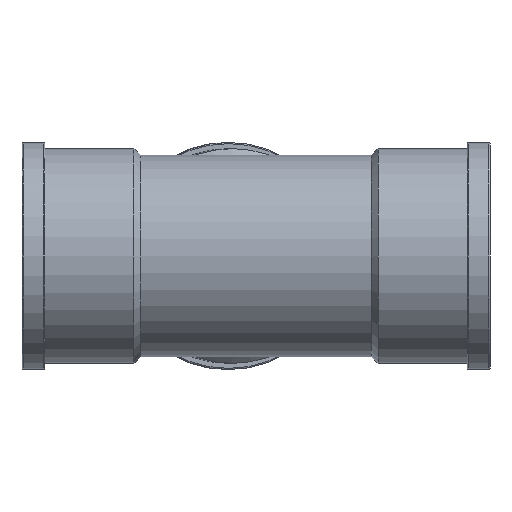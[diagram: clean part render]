
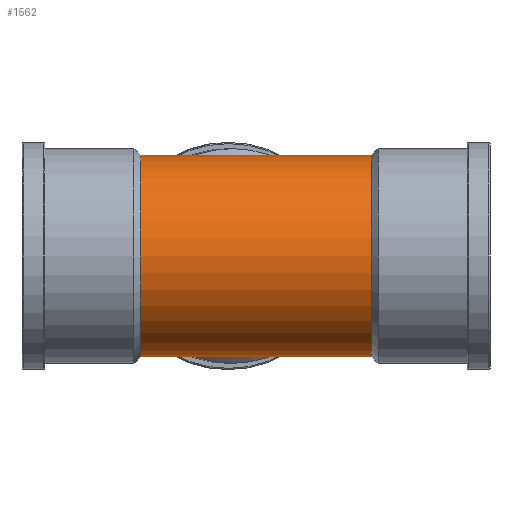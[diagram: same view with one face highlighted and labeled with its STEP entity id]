
A CAD part, left-side view. The second image highlights one B-rep face of the part: STEP entity #1562.
In plain terms, the highlighted cylindrical face has radius 44.1 mm (diameter 88.2 mm), a partial arc.
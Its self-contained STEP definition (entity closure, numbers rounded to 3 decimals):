
#50 = CARTESIAN_POINT ( 'NONE',  ( 0., 175.234, 44.1 ) ) ;
#63 = ORIENTED_EDGE ( 'NONE', *, *, #4202, .F. ) ;
#123 = DIRECTION ( 'NONE',  ( 0., -1., 0. ) ) ;
#144 = CIRCLE ( 'NONE', #3611, 44.1 ) ;
#305 = DIRECTION ( 'NONE',  ( 0., 0., -1. ) ) ;
#331 = DIRECTION ( 'NONE',  ( 0., -1., 0. ) ) ;
#341 = LINE ( 'NONE', #364, #1620 ) ;
#364 = CARTESIAN_POINT ( 'NONE',  ( 0., 175.234, 44.1 ) ) ;
#541 = CARTESIAN_POINT ( 'NONE',  ( 0., -42.712, 44.1 ) ) ;
#570 = CARTESIAN_POINT ( 'NONE',  ( 0., 175.234, -44.1 ) ) ;
#598 = VECTOR ( 'NONE', #2683, 1000. ) ;
#651 = DIRECTION ( 'NONE',  ( 0., 0., -1. ) ) ;
#745 = CARTESIAN_POINT ( 'NONE',  ( 0., -50.5, -44.1 ) ) ;
#748 = VERTEX_POINT ( 'NONE', #2125 ) ;
#1041 = DIRECTION ( 'NONE',  ( 0., -1., 0. ) ) ;
#1074 = VERTEX_POINT ( 'NONE', #3088 ) ;
#1357 = DIRECTION ( 'NONE',  ( 0., -1., 0. ) ) ;
#1368 = FACE_OUTER_BOUND ( 'NONE', #1693, .T. ) ;
#1524 = CARTESIAN_POINT ( 'NONE',  ( 0., -50.5, 0. ) ) ;
#1561 = EDGE_CURVE ( 'NONE', #1884, #748, #3681, .T. ) ;
#1562 = ADVANCED_FACE ( 'NONE', ( #1368 ), #1665, .T. ) ;
#1572 = ORIENTED_EDGE ( 'NONE', *, *, #2839, .T. ) ;
#1620 = VECTOR ( 'NONE', #3815, 1000. ) ;
#1665 = CYLINDRICAL_SURFACE ( 'NONE', #3573, 44.1 ) ;
#1693 = EDGE_LOOP ( 'NONE', ( #63, #3384, #3521, #1572, #3070, #2443 ) ) ;
#1884 = VERTEX_POINT ( 'NONE', #3468 ) ;
#1931 = CARTESIAN_POINT ( 'NONE',  ( 0., 50.5, 44.1 ) ) ;
#1940 = LINE ( 'NONE', #2301, #2710 ) ;
#2030 = AXIS2_PLACEMENT_3D ( 'NONE', #3519, #1041, #651 ) ;
#2125 = CARTESIAN_POINT ( 'NONE',  ( 0., -42.712, -44.1 ) ) ;
#2268 = VECTOR ( 'NONE', #1357, 1000. ) ;
#2301 = CARTESIAN_POINT ( 'NONE',  ( 0., 175.234, -44.1 ) ) ;
#2443 = ORIENTED_EDGE ( 'NONE', *, *, #4176, .F. ) ;
#2669 = DIRECTION ( 'NONE',  ( 0., -1., 0. ) ) ;
#2683 = DIRECTION ( 'NONE',  ( 0., -1., 0. ) ) ;
#2710 = VECTOR ( 'NONE', #2669, 1000. ) ;
#2731 = VERTEX_POINT ( 'NONE', #1931 ) ;
#2839 = EDGE_CURVE ( 'NONE', #748, #4222, #1940, .T. ) ;
#3070 = ORIENTED_EDGE ( 'NONE', *, *, #3685, .F. ) ;
#3088 = CARTESIAN_POINT ( 'NONE',  ( 0., -50.5, 44.1 ) ) ;
#3384 = ORIENTED_EDGE ( 'NONE', *, *, #4120, .T. ) ;
#3386 = CARTESIAN_POINT ( 'NONE',  ( 0., 175.234, 0. ) ) ;
#3468 = CARTESIAN_POINT ( 'NONE',  ( 0., 50.5, -44.1 ) ) ;
#3519 = CARTESIAN_POINT ( 'NONE',  ( 0., 50.5, 0. ) ) ;
#3521 = ORIENTED_EDGE ( 'NONE', *, *, #1561, .T. ) ;
#3573 = AXIS2_PLACEMENT_3D ( 'NONE', #3386, #331, #305 ) ;
#3611 = AXIS2_PLACEMENT_3D ( 'NONE', #1524, #123, #4364 ) ;
#3681 = LINE ( 'NONE', #570, #598 ) ;
#3685 = EDGE_CURVE ( 'NONE', #1074, #4222, #144, .T. ) ;
#3773 = VERTEX_POINT ( 'NONE', #541 ) ;
#3815 = DIRECTION ( 'NONE',  ( 0., -1., 0. ) ) ;
#4120 = EDGE_CURVE ( 'NONE', #2731, #1884, #4275, .T. ) ;
#4176 = EDGE_CURVE ( 'NONE', #3773, #1074, #4480, .T. ) ;
#4202 = EDGE_CURVE ( 'NONE', #2731, #3773, #341, .T. ) ;
#4222 = VERTEX_POINT ( 'NONE', #745 ) ;
#4275 = CIRCLE ( 'NONE', #2030, 44.1 ) ;
#4364 = DIRECTION ( 'NONE',  ( 0., 0., -1. ) ) ;
#4480 = LINE ( 'NONE', #50, #2268 ) ;
